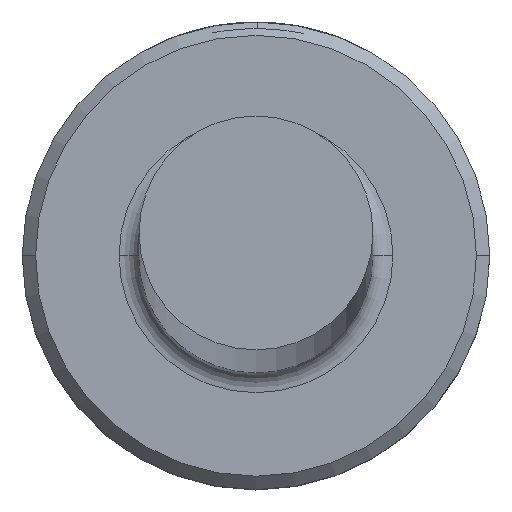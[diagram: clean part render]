
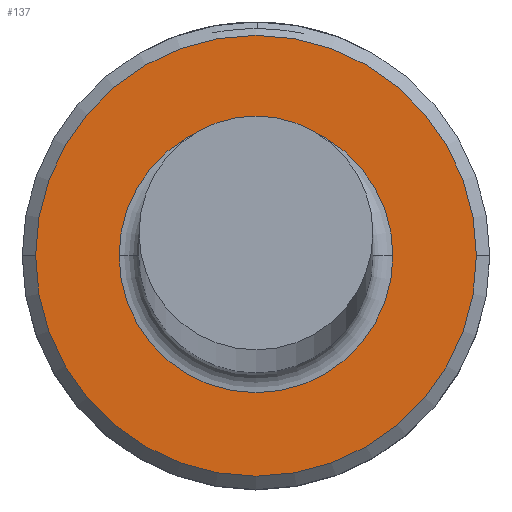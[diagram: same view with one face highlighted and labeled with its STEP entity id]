
A CAD part, top view. The second image highlights one B-rep face of the part: STEP entity #137.
In plain terms, the highlighted planar face has unit normal (0, 0, 1).
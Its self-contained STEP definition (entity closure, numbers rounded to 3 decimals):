
#28 = AXIS2_PLACEMENT_3D ( 'NONE', #519, #1143, #615 ) ;
#86 = DIRECTION ( 'NONE',  ( 0., 0., -1. ) ) ;
#104 = AXIS2_PLACEMENT_3D ( 'NONE', #298, #117, #1089 ) ;
#117 = DIRECTION ( 'NONE',  ( 0., 0., 1. ) ) ;
#124 = CIRCLE ( 'NONE', #400, 3.3 ) ;
#137 = ADVANCED_FACE ( 'NONE', ( #209, #198 ), #1039, .T. ) ;
#182 = CARTESIAN_POINT ( 'NONE',  ( 0., 0., 4. ) ) ;
#198 = FACE_BOUND ( 'NONE', #385, .T. ) ;
#209 = FACE_OUTER_BOUND ( 'NONE', #596, .T. ) ;
#227 = CARTESIAN_POINT ( 'NONE',  ( 3.3, 0., 4. ) ) ;
#242 = EDGE_CURVE ( 'NONE', #734, #704, #124, .T. ) ;
#254 = DIRECTION ( 'NONE',  ( 0., 0., -1. ) ) ;
#298 = CARTESIAN_POINT ( 'NONE',  ( 0., 0., 4. ) ) ;
#327 = CARTESIAN_POINT ( 'NONE',  ( -3.3, 0., 4. ) ) ;
#346 = DIRECTION ( 'NONE',  ( 1., 0., 0. ) ) ;
#375 = AXIS2_PLACEMENT_3D ( 'NONE', #695, #254, #1156 ) ;
#385 = EDGE_LOOP ( 'NONE', ( #669, #390 ) ) ;
#390 = ORIENTED_EDGE ( 'NONE', *, *, #605, .T. ) ;
#400 = AXIS2_PLACEMENT_3D ( 'NONE', #870, #783, #346 ) ;
#497 = CIRCLE ( 'NONE', #375, 2.05 ) ;
#519 = CARTESIAN_POINT ( 'NONE',  ( 0., 0., 4. ) ) ;
#547 = EDGE_CURVE ( 'NONE', #1006, #968, #987, .T. ) ;
#558 = CIRCLE ( 'NONE', #28, 3.3 ) ;
#567 = ORIENTED_EDGE ( 'NONE', *, *, #242, .T. ) ;
#596 = EDGE_LOOP ( 'NONE', ( #567, #1091 ) ) ;
#605 = EDGE_CURVE ( 'NONE', #968, #1006, #497, .T. ) ;
#615 = DIRECTION ( 'NONE',  ( 1., 0., 0. ) ) ;
#669 = ORIENTED_EDGE ( 'NONE', *, *, #547, .T. ) ;
#695 = CARTESIAN_POINT ( 'NONE',  ( 0., 0., 4. ) ) ;
#704 = VERTEX_POINT ( 'NONE', #227 ) ;
#734 = VERTEX_POINT ( 'NONE', #327 ) ;
#783 = DIRECTION ( 'NONE',  ( 0., 0., 1. ) ) ;
#791 = CARTESIAN_POINT ( 'NONE',  ( 2.05, 0., 4. ) ) ;
#870 = CARTESIAN_POINT ( 'NONE',  ( 0., 0., 4. ) ) ;
#961 = CARTESIAN_POINT ( 'NONE',  ( -2.05, 0., 4. ) ) ;
#968 = VERTEX_POINT ( 'NONE', #791 ) ;
#986 = EDGE_CURVE ( 'NONE', #704, #734, #558, .T. ) ;
#987 = CIRCLE ( 'NONE', #1051, 2.05 ) ;
#1006 = VERTEX_POINT ( 'NONE', #961 ) ;
#1039 = PLANE ( 'NONE',  #104 ) ;
#1051 = AXIS2_PLACEMENT_3D ( 'NONE', #182, #86, #1160 ) ;
#1089 = DIRECTION ( 'NONE',  ( 1., 0., 0. ) ) ;
#1091 = ORIENTED_EDGE ( 'NONE', *, *, #986, .T. ) ;
#1143 = DIRECTION ( 'NONE',  ( 0., 0., 1. ) ) ;
#1156 = DIRECTION ( 'NONE',  ( -1., 0., 0. ) ) ;
#1160 = DIRECTION ( 'NONE',  ( -1., 0., 0. ) ) ;
